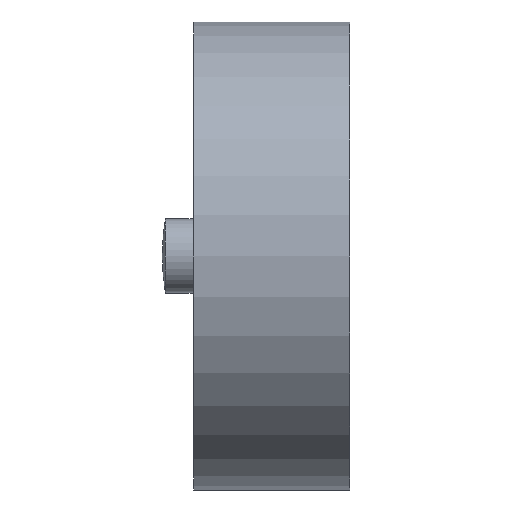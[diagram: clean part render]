
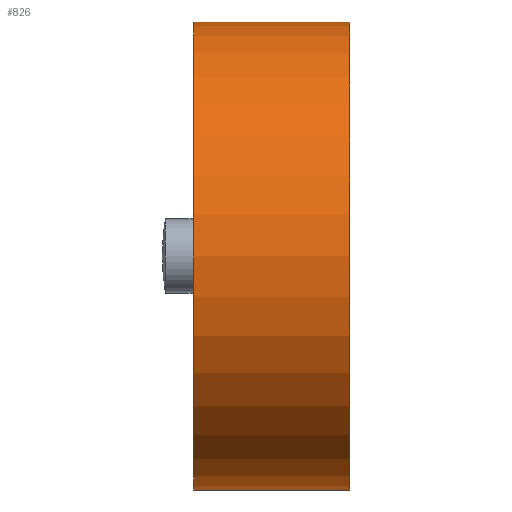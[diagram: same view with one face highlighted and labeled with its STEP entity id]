
A CAD part, left-side view. The second image highlights one B-rep face of the part: STEP entity #826.
In plain terms, the highlighted cylindrical face has radius 30 mm (diameter 60 mm), a full revolution.
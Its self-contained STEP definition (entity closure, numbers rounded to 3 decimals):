
#45=FACE_BOUND('',#115,.T.);
#65=B_SPLINE_CURVE_WITH_KNOTS('',3,(#1298,#1299,#1300,#1301,#1302,#1303,
#1304,#1305,#1306,#1307,#1308,#1309,#1310,#1311,#1312,#1313,#1314,#1315),
 .UNSPECIFIED.,.F.,.F.,(4,2,2,2,2,2,2,2,4),(2.546,2.864,
3.183,3.501,3.819,4.137,4.456,
4.774,5.092),.UNSPECIFIED.);
#66=B_SPLINE_CURVE_WITH_KNOTS('',3,(#1316,#1317,#1318,#1319,#1320,#1321,
#1322,#1323,#1324,#1325,#1326,#1327,#1328,#1329,#1330,#1331,#1332,#1333),
 .UNSPECIFIED.,.F.,.F.,(4,2,2,2,2,2,2,2,4),(0.,0.318,0.637,
0.955,1.273,1.591,1.909,2.228,
2.546),.UNSPECIFIED.);
#67=FACE_OUTER_BOUND('',#114,.T.);
#114=EDGE_LOOP('',(#565,#566,#567,#568,#569,#570));
#115=EDGE_LOOP('',(#571,#572));
#181=LINE('',#1292,#232);
#232=VECTOR('',#1010,30.);
#283=CIRCLE('',#888,30.);
#284=CIRCLE('',#889,30.);
#285=CIRCLE('',#890,30.);
#286=CIRCLE('',#891,30.);
#352=VERTEX_POINT('',#1287);
#353=VERTEX_POINT('',#1288);
#354=VERTEX_POINT('',#1291);
#355=VERTEX_POINT('',#1293);
#356=VERTEX_POINT('',#1296);
#357=VERTEX_POINT('',#1297);
#443=EDGE_CURVE('',#352,#353,#283,.T.);
#444=EDGE_CURVE('',#353,#352,#284,.T.);
#445=EDGE_CURVE('',#353,#354,#181,.T.);
#446=EDGE_CURVE('',#354,#355,#285,.T.);
#447=EDGE_CURVE('',#355,#354,#286,.T.);
#448=EDGE_CURVE('',#356,#357,#65,.T.);
#449=EDGE_CURVE('',#357,#356,#66,.T.);
#565=ORIENTED_EDGE('',*,*,#443,.F.);
#566=ORIENTED_EDGE('',*,*,#444,.F.);
#567=ORIENTED_EDGE('',*,*,#445,.T.);
#568=ORIENTED_EDGE('',*,*,#446,.T.);
#569=ORIENTED_EDGE('',*,*,#447,.T.);
#570=ORIENTED_EDGE('',*,*,#445,.F.);
#571=ORIENTED_EDGE('',*,*,#448,.F.);
#572=ORIENTED_EDGE('',*,*,#449,.F.);
#809=CYLINDRICAL_SURFACE('',#887,30.);
#826=ADVANCED_FACE('',(#67,#45),#809,.T.);
#887=AXIS2_PLACEMENT_3D('',#1286,#1004,#1005);
#888=AXIS2_PLACEMENT_3D('',#1289,#1006,#1007);
#889=AXIS2_PLACEMENT_3D('',#1290,#1008,#1009);
#890=AXIS2_PLACEMENT_3D('',#1294,#1011,#1012);
#891=AXIS2_PLACEMENT_3D('',#1295,#1013,#1014);
#1004=DIRECTION('center_axis',(0.,-1.,0.));
#1005=DIRECTION('ref_axis',(0.,0.,-1.));
#1006=DIRECTION('center_axis',(0.,-1.,0.));
#1007=DIRECTION('ref_axis',(0.,0.,-1.));
#1008=DIRECTION('center_axis',(0.,-1.,0.));
#1009=DIRECTION('ref_axis',(0.,0.,-1.));
#1010=DIRECTION('',(0.,1.,0.));
#1011=DIRECTION('center_axis',(0.,-1.,0.));
#1012=DIRECTION('ref_axis',(0.,0.,-1.));
#1013=DIRECTION('center_axis',(0.,-1.,0.));
#1014=DIRECTION('ref_axis',(0.,0.,-1.));
#1286=CARTESIAN_POINT('Origin',(0.,0.,0.));
#1287=CARTESIAN_POINT('',(0.,0.,-30.));
#1288=CARTESIAN_POINT('',(0.,0.,30.));
#1289=CARTESIAN_POINT('Origin',(0.,0.,0.));
#1290=CARTESIAN_POINT('Origin',(0.,0.,0.));
#1291=CARTESIAN_POINT('',(0.,20.,30.));
#1292=CARTESIAN_POINT('',(0.,0.,30.));
#1293=CARTESIAN_POINT('',(0.,20.,-30.));
#1294=CARTESIAN_POINT('Origin',(0.,20.,0.));
#1295=CARTESIAN_POINT('Origin',(0.,20.,0.));
#1296=CARTESIAN_POINT('',(28.8,10.,-8.4));
#1297=CARTESIAN_POINT('',(28.8,10.,8.4));
#1298=CARTESIAN_POINT('Ctrl Pts',(28.8,10.,-8.4));
#1299=CARTESIAN_POINT('Ctrl Pts',(28.8,11.061,-8.4));
#1300=CARTESIAN_POINT('Ctrl Pts',(28.865,12.189,-8.187));
#1301=CARTESIAN_POINT('Ctrl Pts',(29.095,14.256,-7.328));
#1302=CARTESIAN_POINT('Ctrl Pts',(29.256,15.197,-6.682));
#1303=CARTESIAN_POINT('Ctrl Pts',(29.556,16.682,-5.197));
#1304=CARTESIAN_POINT('Ctrl Pts',(29.715,17.328,-4.256));
#1305=CARTESIAN_POINT('Ctrl Pts',(29.938,18.187,-2.188));
#1306=CARTESIAN_POINT('Ctrl Pts',(30.,18.4,-1.061));
#1307=CARTESIAN_POINT('Ctrl Pts',(30.,18.4,1.061));
#1308=CARTESIAN_POINT('Ctrl Pts',(29.938,18.187,2.188));
#1309=CARTESIAN_POINT('Ctrl Pts',(29.715,17.328,4.256));
#1310=CARTESIAN_POINT('Ctrl Pts',(29.556,16.682,5.197));
#1311=CARTESIAN_POINT('Ctrl Pts',(29.256,15.197,6.682));
#1312=CARTESIAN_POINT('Ctrl Pts',(29.095,14.256,7.328));
#1313=CARTESIAN_POINT('Ctrl Pts',(28.865,12.189,8.187));
#1314=CARTESIAN_POINT('Ctrl Pts',(28.8,11.061,8.4));
#1315=CARTESIAN_POINT('Ctrl Pts',(28.8,10.,8.4));
#1316=CARTESIAN_POINT('Ctrl Pts',(28.8,10.,8.4));
#1317=CARTESIAN_POINT('Ctrl Pts',(28.8,8.939,8.4));
#1318=CARTESIAN_POINT('Ctrl Pts',(28.865,7.811,8.187));
#1319=CARTESIAN_POINT('Ctrl Pts',(29.095,5.744,7.328));
#1320=CARTESIAN_POINT('Ctrl Pts',(29.256,4.803,6.682));
#1321=CARTESIAN_POINT('Ctrl Pts',(29.556,3.318,5.197));
#1322=CARTESIAN_POINT('Ctrl Pts',(29.715,2.672,4.256));
#1323=CARTESIAN_POINT('Ctrl Pts',(29.938,1.813,2.188));
#1324=CARTESIAN_POINT('Ctrl Pts',(30.,1.6,1.061));
#1325=CARTESIAN_POINT('Ctrl Pts',(30.,1.6,-1.061));
#1326=CARTESIAN_POINT('Ctrl Pts',(29.938,1.813,-2.188));
#1327=CARTESIAN_POINT('Ctrl Pts',(29.715,2.672,-4.256));
#1328=CARTESIAN_POINT('Ctrl Pts',(29.556,3.318,-5.197));
#1329=CARTESIAN_POINT('Ctrl Pts',(29.256,4.803,-6.682));
#1330=CARTESIAN_POINT('Ctrl Pts',(29.095,5.744,-7.328));
#1331=CARTESIAN_POINT('Ctrl Pts',(28.865,7.811,-8.187));
#1332=CARTESIAN_POINT('Ctrl Pts',(28.8,8.939,-8.4));
#1333=CARTESIAN_POINT('Ctrl Pts',(28.8,10.,-8.4));
